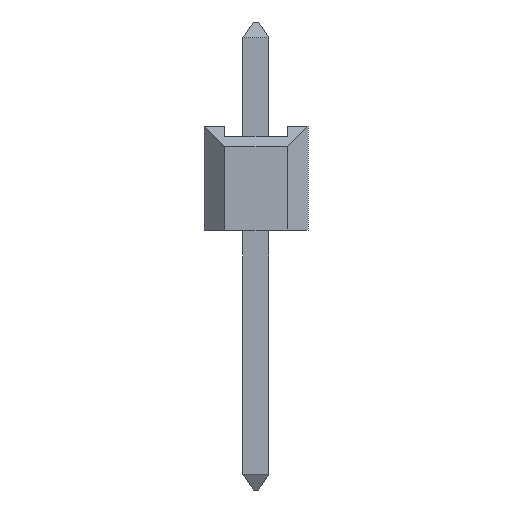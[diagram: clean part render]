
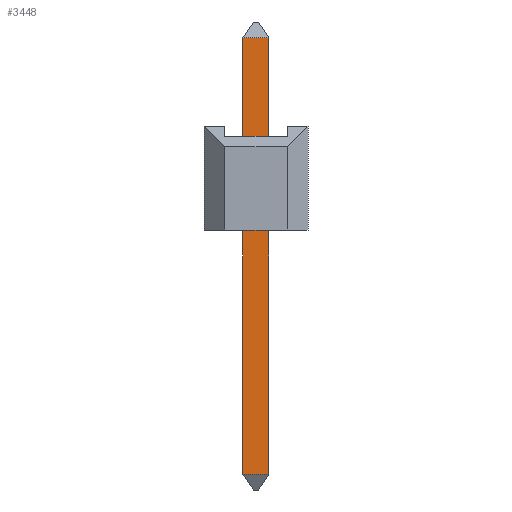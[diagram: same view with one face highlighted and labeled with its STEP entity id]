
A CAD part, front view. The second image highlights one B-rep face of the part: STEP entity #3448.
In plain terms, the highlighted planar face has unit normal (0, -1, 0).
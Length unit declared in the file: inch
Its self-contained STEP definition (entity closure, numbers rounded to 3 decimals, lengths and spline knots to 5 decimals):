
#3448=ADVANCED_FACE('',(#4244),#3856,.T.);
#3856=PLANE('',#10337);
#4244=FACE_OUTER_BOUND('',#4668,.T.);
#4668=EDGE_LOOP('',(#6267,#6268,#6269,#6270));
#6267=ORIENTED_EDGE('',*,*,#7953,.T.);
#6268=ORIENTED_EDGE('',*,*,#7961,.T.);
#6269=ORIENTED_EDGE('',*,*,#7958,.F.);
#6270=ORIENTED_EDGE('',*,*,#7962,.T.);
#7089=VERTEX_POINT('',#13717);
#7090=VERTEX_POINT('',#13719);
#7093=VERTEX_POINT('',#13729);
#7094=VERTEX_POINT('',#13730);
#7953=EDGE_CURVE('',#7090,#7089,#8889,.T.);
#7958=EDGE_CURVE('',#7093,#7094,#8894,.T.);
#7961=EDGE_CURVE('',#7089,#7094,#8897,.T.);
#7962=EDGE_CURVE('',#7093,#7090,#8898,.T.);
#8889=LINE('',#13718,#9825);
#8894=LINE('',#13728,#9830);
#8897=LINE('',#13734,#9833);
#8898=LINE('',#13735,#9834);
#9825=VECTOR('',#11824,1.);
#9830=VECTOR('',#11833,1.);
#9833=VECTOR('',#11838,1.);
#9834=VECTOR('',#11839,1.);
#10337=AXIS2_PLACEMENT_3D('',#13736,#11840,#11841);
#11824=DIRECTION('',(0.,0.,-1.));
#11833=DIRECTION('',(0.,0.,-1.));
#11838=DIRECTION('',(1.,0.,0.));
#11839=DIRECTION('',(-1.,0.,0.));
#11840=DIRECTION('',(0.,-1.,0.));
#11841=DIRECTION('',(0.,0.,-1.));
#13717=CARTESIAN_POINT('',(-0.0125,-0.0125,-0.235));
#13718=CARTESIAN_POINT('',(-0.0125,-0.0125,0.2));
#13719=CARTESIAN_POINT('',(-0.0125,-0.0125,0.185));
#13728=CARTESIAN_POINT('',(0.0125,-0.0125,0.2));
#13729=CARTESIAN_POINT('',(0.0125,-0.0125,0.185));
#13730=CARTESIAN_POINT('',(0.0125,-0.0125,-0.235));
#13734=CARTESIAN_POINT('',(0.0125,-0.0125,-0.235));
#13735=CARTESIAN_POINT('',(-0.0125,-0.0125,0.185));
#13736=CARTESIAN_POINT('',(0.0125,-0.0125,0.2));
